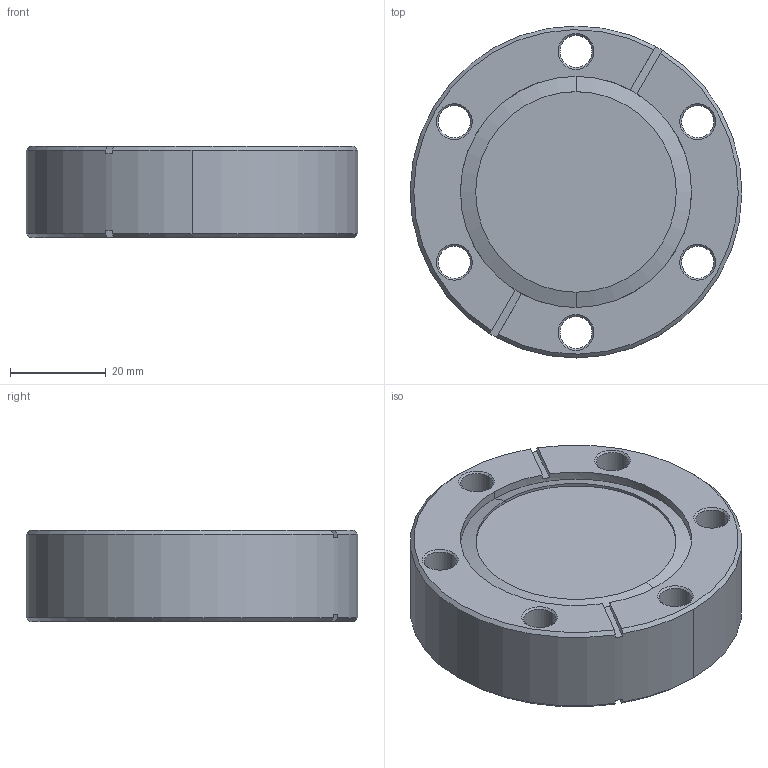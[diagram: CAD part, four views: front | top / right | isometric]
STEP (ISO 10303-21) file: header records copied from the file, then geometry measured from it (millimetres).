
FILE_DESCRIPTION((''),'2;1');
FILE_NAME('140007','2004-04-13T',('Rmunns'),(''),'PRO/ENGINEER BY PARAMETRIC TECHNOLOGY CORPORATION, 2001150','PRO/ENGINEER BY PARAMETRIC TECHNOLOGY CORPORATION, 2001150','');
FILE_SCHEMA(('CONFIG_CONTROL_DESIGN'));
Length unit declared in the file: inch
Products named in the file (1): 140007
Bounding box: 69.34 x 69.34 x 19.05 mm (x, y, z)
Volume: 63004.4 mm3; surface area: 14304.5 mm2
Topology: 1 solids, 1 shells, 72 faces, 178 edges, 108 vertices
Faces by surface type: cone 32, cylinder 22, plane 18
Entity records: 2222 total; most frequent: CARTESIAN_POINT 422, DIRECTION 386, ORIENTED_EDGE 356, EDGE_CURVE 178, AXIS2_PLACEMENT_3D 152, VERTEX_POINT 108, EDGE_LOOP 84, VECTOR 82
